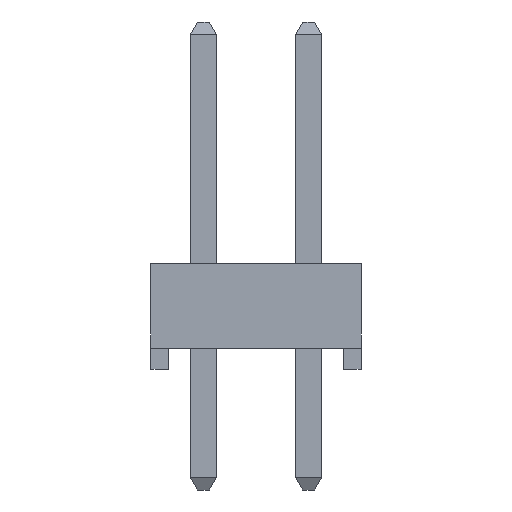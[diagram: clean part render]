
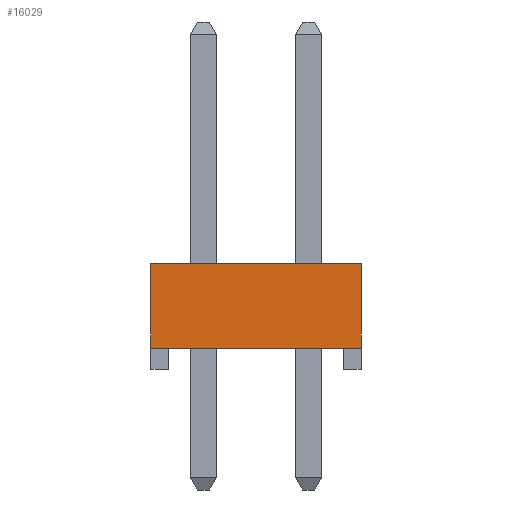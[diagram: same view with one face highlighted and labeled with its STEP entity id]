
A CAD part, left-side view. The second image highlights one B-rep face of the part: STEP entity #16029.
In plain terms, the highlighted planar face has unit normal (-1, 0, 0).
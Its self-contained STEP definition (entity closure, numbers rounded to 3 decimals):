
#131=FACE_OUTER_BOUND($,#1173,.T.);
#1173=EDGE_LOOP($,(#10496,#10497,#10498,#10499));
#2228=LINE($,#22717,#4496);
#2240=LINE($,#22742,#4508);
#2241=LINE($,#22743,#4509);
#2242=LINE($,#22744,#4510);
#4496=VECTOR($,#18357,5.08);
#4508=VECTOR($,#18371,5.08);
#4509=VECTOR($,#18372,2.032);
#4510=VECTOR($,#18373,2.032);
#6756=VERTEX_POINT($,#22714);
#6757=VERTEX_POINT($,#22716);
#6768=VERTEX_POINT($,#22740);
#6769=VERTEX_POINT($,#22741);
#8196=EDGE_CURVE($,#6756,#6757,#2228,.T.);
#8208=EDGE_CURVE($,#6768,#6769,#2240,.T.);
#8209=EDGE_CURVE($,#6757,#6769,#2241,.T.);
#8210=EDGE_CURVE($,#6768,#6756,#2242,.T.);
#10496=ORIENTED_EDGE($,*,*,#8208,.T.);
#10497=ORIENTED_EDGE($,*,*,#8209,.F.);
#10498=ORIENTED_EDGE($,*,*,#8196,.F.);
#10499=ORIENTED_EDGE($,*,*,#8210,.F.);
#14987=PLANE($,#17278);
#16029=ADVANCED_FACE($,(#131),#14987,.F.);
#17278=AXIS2_PLACEMENT_3D($,#22739,#18369,#18370);
#18357=DIRECTION($,(0.,1.,0.));
#18369=DIRECTION('center_axis',(1.,0.,0.));
#18370=DIRECTION('ref_axis',(0.,1.,0.));
#18371=DIRECTION($,(0.,1.,0.));
#18372=DIRECTION($,(0.,0.,1.));
#18373=DIRECTION($,(0.,0.,-1.));
#22714=CARTESIAN_POINT('',(-19.05,-2.54,0.508));
#22716=CARTESIAN_POINT('',(-19.05,2.54,0.508));
#22717=CARTESIAN_POINT($,(-19.05,0.,0.508));
#22739=CARTESIAN_POINT('Origin',(-19.05,0.,1.524));
#22740=CARTESIAN_POINT('',(-19.05,-2.54,2.54));
#22741=CARTESIAN_POINT('',(-19.05,2.54,2.54));
#22742=CARTESIAN_POINT($,(-19.05,0.,2.54));
#22743=CARTESIAN_POINT($,(-19.05,2.54,1.524));
#22744=CARTESIAN_POINT($,(-19.05,-2.54,1.524));
